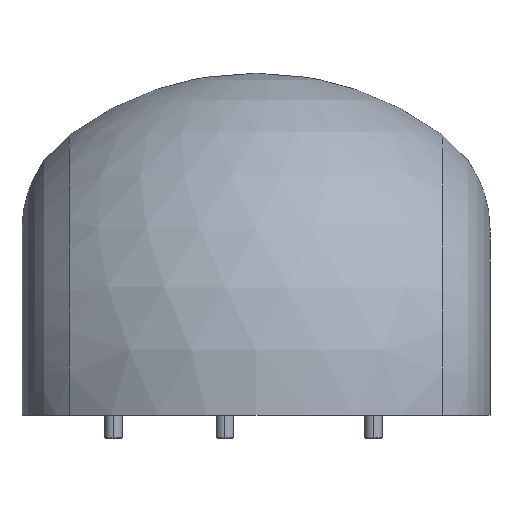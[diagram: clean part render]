
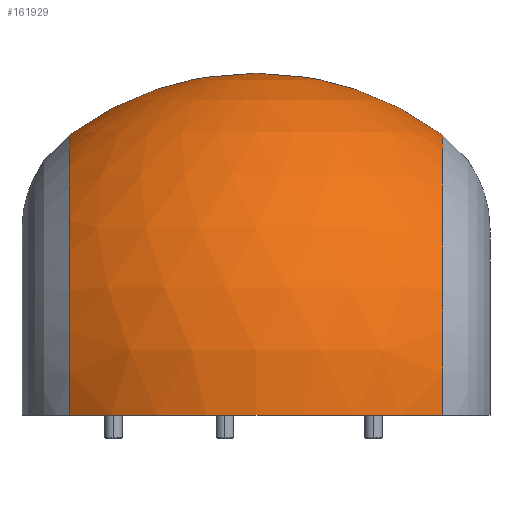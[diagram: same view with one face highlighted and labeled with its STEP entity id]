
A CAD part, left-side view. The second image highlights one B-rep face of the part: STEP entity #161929.
In plain terms, the highlighted spherical face has radius 53.5 mm.
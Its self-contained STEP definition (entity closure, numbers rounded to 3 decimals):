
#161113=CARTESIAN_POINT('',(0.,0.,5.));
#161114=DIRECTION('',(0.,0.,1.));
#161115=DIRECTION('',(0.6,0.8,0.));
#161116=AXIS2_PLACEMENT_3D('',#161113,#161114,#161115);
#161363=CARTESIAN_POINT('',(-31.94,42.627,5.));
#161389=CARTESIAN_POINT('',(0.,0.,0.));
#161390=DIRECTION('',(0.,-1.,0.));
#161391=DIRECTION('',(0.,0.,-1.));
#161392=AXIS2_PLACEMENT_3D('',#161389,#161390,#161391);
#161397=CARTESIAN_POINT('',(0.,0.,0.));
#161398=DIRECTION('',(0.,1.,0.));
#161399=DIRECTION('',(0.,0.,-1.));
#161400=AXIS2_PLACEMENT_3D('',#161397,#161398,#161399);
#161426=CARTESIAN_POINT('',(31.94,42.627,5.));
#161449=CARTESIAN_POINT('',(-31.94,0.,0.));
#161450=DIRECTION('',(1.,0.,0.));
#161451=DIRECTION('',(0.,0.,-1.));
#161452=AXIS2_PLACEMENT_3D('',#161449,#161450,#161451);
#161457=CARTESIAN_POINT('',(31.94,0.,0.));
#161458=DIRECTION('',(-1.,0.,0.));
#161459=DIRECTION('',(0.,0.993,0.116));
#161460=AXIS2_PLACEMENT_3D('',#161457,#161458,#161459);
#161672=VERTEX_POINT('',#161363);
#161673=VERTEX_POINT('',#161426);
#161679=CARTESIAN_POINT('',(0.,0.,-53.5));
#161680=CARTESIAN_POINT('',(-31.94,0.,-42.919));
#161681=VERTEX_POINT('',#161679);
#161682=VERTEX_POINT('',#161680);
#161683=CARTESIAN_POINT('',(31.94,0.,-42.919));
#161684=VERTEX_POINT('',#161683);
#161917=CARTESIAN_POINT('',(0.,0.,0.));
#161918=DIRECTION('',(0.,0.,1.));
#161919=DIRECTION('',(1.,0.,0.));
#161920=AXIS2_PLACEMENT_3D('',#161917,#161918,#161919);
#161921=SPHERICAL_SURFACE('',#161920,53.5);
#161922=ORIENTED_EDGE('',*,*,#161733,.T.);
#161923=ORIENTED_EDGE('',*,*,#161855,.F.);
#161924=ORIENTED_EDGE('',*,*,#161879,.F.);
#161925=ORIENTED_EDGE('',*,*,#161877,.T.);
#161926=ORIENTED_EDGE('',*,*,#161899,.F.);
#161927=EDGE_LOOP('',(#161922,#161923,#161924,#161925,#161926));
#161928=FACE_OUTER_BOUND('',#161927,.F.);
#161929=ADVANCED_FACE('',(#161928),#161921,.T.);
#161117=CIRCLE('',#161116,53.266);
#161393=CIRCLE('',#161392,53.5);
#161401=CIRCLE('',#161400,53.5);
#161453=CIRCLE('',#161452,42.919);
#161461=CIRCLE('',#161460,42.919);
#161733=EDGE_CURVE('',#161673,#161672,#161117,.T.);
#161855=EDGE_CURVE('',#161682,#161672,#161453,.T.);
#161877=EDGE_CURVE('',#161681,#161684,#161393,.T.);
#161879=EDGE_CURVE('',#161681,#161682,#161401,.T.);
#161899=EDGE_CURVE('',#161673,#161684,#161461,.T.);
